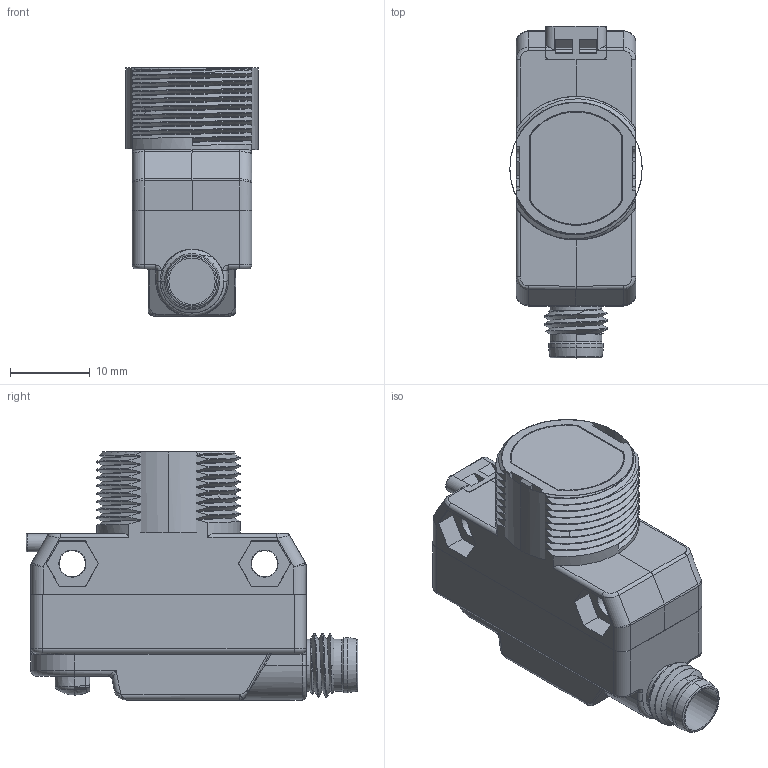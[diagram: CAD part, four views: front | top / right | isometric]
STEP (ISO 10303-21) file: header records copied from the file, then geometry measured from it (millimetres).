
FILE_DESCRIPTION((''),'2;1');
FILE_NAME('194506_ASM','2016-05-10T',('PDMAdmin'),(''),'PRO/ENGINEER BY PARAMETRIC TECHNOLOGY CORPORATION, 2016010','PRO/ENGINEER BY PARAMETRIC TECHNOLOGY CORPORATION, 2016010','');
FILE_SCHEMA(('CONFIG_CONTROL_DESIGN'));
Products named in the file (18): 189787_HOUSING; 114096; 189787_ASM; 111641_GENERIC; 123556_BUTTON; 123558_ASM; 130017_1_AF0; 130017_2_AF0; 130017_3_AF0; 130017_3_AF1; 130017_3_AF2; 130017_3_AF3; 130017_AF0_ASM; 194703_AF1_ASM; 194711_AF2_ASM; 189788; 194506_SIMPLIFY_QD_FILLER; 194506_ASM
Assembly tree (17 placements, depth 5):
  194506_ASM
    189787_ASM
      189787_HOUSING
      114096
    194711_AF2_ASM
      123558_ASM
        111641_GENERIC
        123556_BUTTON
      194703_AF1_ASM
        130017_AF0_ASM
          130017_1_AF0
          130017_2_AF0
          130017_3_AF0
          130017_3_AF1
          130017_3_AF2
          130017_3_AF3
    189788
    194506_SIMPLIFY_QD_FILLER
Bounding box: 16.59 x 41.59 x 31.1 mm (x, y, z)
Volume: 5514.7 mm3; surface area: 9611.1 mm2
Topology: 12 solids, 15 shells, 1481 faces, 3722 edges, 2315 vertices
Faces by surface type: plane 635, cylinder 422, bspline 209, cone 107, torus 72, sphere 36
Entity records: 71507 total; most frequent: CARTESIAN_POINT 37057, ORIENTED_EDGE 7418, DIRECTION 6653, EDGE_CURVE 3719, VERTEX_POINT 2315, AXIS2_PLACEMENT_3D 2288, VECTOR 2077, LINE 2077
